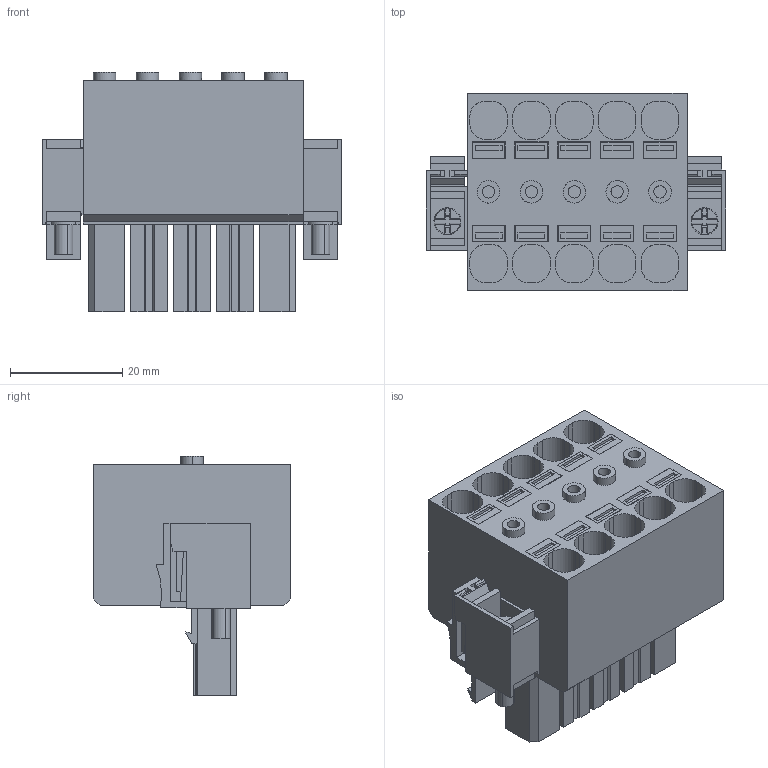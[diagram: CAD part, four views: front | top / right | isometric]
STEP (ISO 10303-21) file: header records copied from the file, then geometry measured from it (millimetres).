
FILE_DESCRIPTION(('CATIA V5 STEP Exchange','CAx-IF Rec.Pracs.--- Model Styling and Organization---1.4--- 2014-01-23'),'2;1');
FILE_NAME ('1208084-3_0_2720510000_2720510000.stp','2020-07-23T11:03:10+00:00',('none'),('Weidmueller'),'CATIA Version 5-6 Release 2016','CATIA V5 STEP AP214','none');
FILE_SCHEMA(('AUTOMOTIVE_DESIGN { 1 0 10303 214 1 1 1 1 }'));
Length unit declared in the file: millimetre
Products named in the file (1): 2720510000
Bounding box: 53.34 x 35.05 x 42.58 mm (x, y, z)
Volume: 37421.9 mm3; surface area: 17454.5 mm2
Topology: 15 solids, 15 shells, 744 faces, 1918 edges, 1277 vertices
Faces by surface type: plane 658, cylinder 82, cone 4
Entity records: 22112 total; most frequent: CARTESIAN_POINT 4185, ORIENTED_EDGE 3836, DIRECTION 2945, EDGE_CURVE 1918, VECTOR 1718, LINE 1718, VERTEX_POINT 1277, EDGE_LOOP 825
